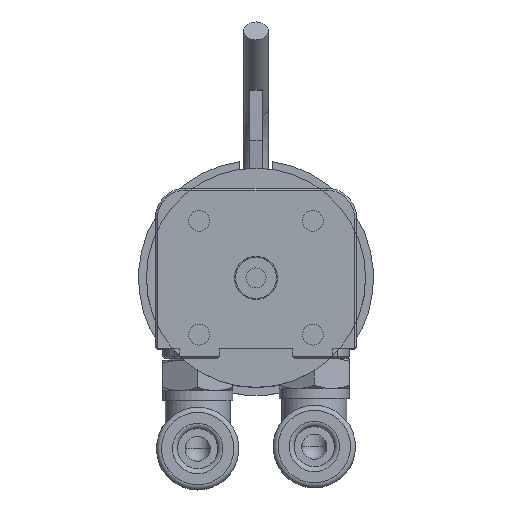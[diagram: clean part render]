
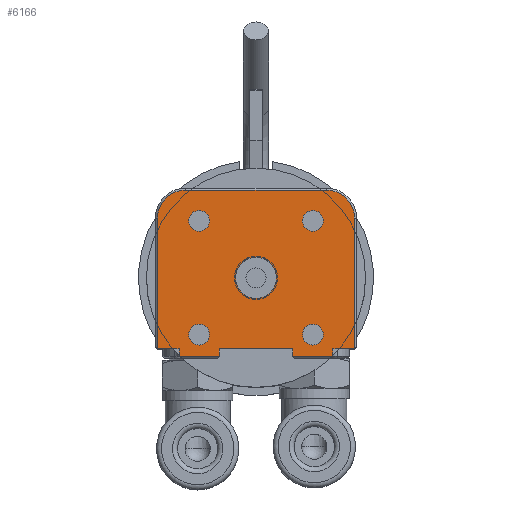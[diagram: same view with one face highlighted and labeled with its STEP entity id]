
A CAD part, top view. The second image highlights one B-rep face of the part: STEP entity #6166.
In plain terms, the highlighted planar face has unit normal (0, 0, 1).
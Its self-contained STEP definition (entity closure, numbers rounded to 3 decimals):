
#102=FACE_BOUND('',#2294,.T.);
#103=FACE_BOUND('',#2295,.T.);
#104=FACE_BOUND('',#2296,.T.);
#105=FACE_BOUND('',#2297,.T.);
#106=FACE_BOUND('',#2298,.T.);
#654=PLANE('',#7111);
#915=LINE('',#12947,#1244);
#918=LINE('',#12959,#1247);
#921=LINE('',#12971,#1250);
#940=LINE('',#13015,#1269);
#947=LINE('',#13034,#1276);
#948=LINE('',#13037,#1277);
#955=LINE('',#13056,#1284);
#956=LINE('',#13059,#1285);
#959=LINE('',#13068,#1288);
#962=LINE('',#13076,#1291);
#966=LINE('',#13088,#1295);
#970=LINE('',#13095,#1299);
#1244=VECTOR('',#8776,1000.);
#1247=VECTOR('',#8785,1000.);
#1250=VECTOR('',#8794,1000.);
#1269=VECTOR('',#8843,1000.);
#1276=VECTOR('',#8864,1000.);
#1277=VECTOR('',#8867,1000.);
#1284=VECTOR('',#8888,1000.);
#1285=VECTOR('',#8891,1000.);
#1288=VECTOR('',#8902,1000.);
#1291=VECTOR('',#8913,1000.);
#1295=VECTOR('',#8925,1000.);
#1299=VECTOR('',#8931,1000.);
#1843=FACE_OUTER_BOUND('',#2293,.T.);
#2293=EDGE_LOOP('',(#5747,#5748,#5749,#5750,#5751,#5752,#5753,#5754,#5755,
#5756,#5757,#5758,#5759,#5760));
#2294=EDGE_LOOP('',(#5761));
#2295=EDGE_LOOP('',(#5762));
#2296=EDGE_LOOP('',(#5763));
#2297=EDGE_LOOP('',(#5764));
#2298=EDGE_LOOP('',(#5765));
#2593=CIRCLE('',#6991,1.038);
#2595=CIRCLE('',#6994,1.038);
#2597=CIRCLE('',#6997,1.038);
#2599=CIRCLE('',#7000,1.038);
#2631=CIRCLE('',#7075,2.8);
#2633=CIRCLE('',#7079,2.8);
#2636=CIRCLE('',#7084,2.05);
#3080=VERTEX_POINT('',#12803);
#3082=VERTEX_POINT('',#12809);
#3084=VERTEX_POINT('',#12815);
#3086=VERTEX_POINT('',#12821);
#3129=VERTEX_POINT('',#12944);
#3130=VERTEX_POINT('',#12946);
#3135=VERTEX_POINT('',#12956);
#3136=VERTEX_POINT('',#12958);
#3141=VERTEX_POINT('',#12968);
#3142=VERTEX_POINT('',#12970);
#3152=VERTEX_POINT('',#13014);
#3157=VERTEX_POINT('',#13032);
#3158=VERTEX_POINT('',#13036);
#3163=VERTEX_POINT('',#13054);
#3164=VERTEX_POINT('',#13058);
#3165=VERTEX_POINT('',#13062);
#3166=VERTEX_POINT('',#13067);
#3167=VERTEX_POINT('',#13071);
#3169=VERTEX_POINT('',#13080);
#3878=EDGE_CURVE('',#3080,#3080,#2593,.F.);
#3881=EDGE_CURVE('',#3082,#3082,#2595,.F.);
#3884=EDGE_CURVE('',#3084,#3084,#2597,.F.);
#3887=EDGE_CURVE('',#3086,#3086,#2599,.F.);
#3948=EDGE_CURVE('',#3129,#3130,#915,.T.);
#3954=EDGE_CURVE('',#3135,#3136,#918,.T.);
#3960=EDGE_CURVE('',#3141,#3142,#921,.T.);
#3982=EDGE_CURVE('',#3152,#3130,#940,.T.);
#3992=EDGE_CURVE('',#3157,#3135,#947,.T.);
#3993=EDGE_CURVE('',#3158,#3136,#948,.T.);
#4003=EDGE_CURVE('',#3163,#3141,#955,.T.);
#4004=EDGE_CURVE('',#3142,#3164,#956,.T.);
#4006=EDGE_CURVE('',#3164,#3165,#2631,.T.);
#4009=EDGE_CURVE('',#3165,#3166,#959,.T.);
#4011=EDGE_CURVE('',#3166,#3167,#2633,.T.);
#4014=EDGE_CURVE('',#3167,#3129,#962,.T.);
#4017=EDGE_CURVE('',#3169,#3169,#2636,.T.);
#4020=EDGE_CURVE('',#3163,#3158,#966,.T.);
#4024=EDGE_CURVE('',#3157,#3152,#970,.T.);
#5747=ORIENTED_EDGE('',*,*,#4003,.F.);
#5748=ORIENTED_EDGE('',*,*,#4020,.T.);
#5749=ORIENTED_EDGE('',*,*,#3993,.T.);
#5750=ORIENTED_EDGE('',*,*,#3954,.F.);
#5751=ORIENTED_EDGE('',*,*,#3992,.F.);
#5752=ORIENTED_EDGE('',*,*,#4024,.T.);
#5753=ORIENTED_EDGE('',*,*,#3982,.T.);
#5754=ORIENTED_EDGE('',*,*,#3948,.F.);
#5755=ORIENTED_EDGE('',*,*,#4014,.F.);
#5756=ORIENTED_EDGE('',*,*,#4011,.F.);
#5757=ORIENTED_EDGE('',*,*,#4009,.F.);
#5758=ORIENTED_EDGE('',*,*,#4006,.F.);
#5759=ORIENTED_EDGE('',*,*,#4004,.F.);
#5760=ORIENTED_EDGE('',*,*,#3960,.F.);
#5761=ORIENTED_EDGE('',*,*,#3878,.F.);
#5762=ORIENTED_EDGE('',*,*,#3881,.F.);
#5763=ORIENTED_EDGE('',*,*,#3884,.F.);
#5764=ORIENTED_EDGE('',*,*,#3887,.F.);
#5765=ORIENTED_EDGE('',*,*,#4017,.F.);
#6166=ADVANCED_FACE('',(#1843,#102,#103,#104,#105,#106),#654,.T.);
#6991=AXIS2_PLACEMENT_3D('',#12804,#8637,#8638);
#6994=AXIS2_PLACEMENT_3D('',#12810,#8644,#8645);
#6997=AXIS2_PLACEMENT_3D('',#12816,#8651,#8652);
#7000=AXIS2_PLACEMENT_3D('',#12822,#8658,#8659);
#7075=AXIS2_PLACEMENT_3D('',#13063,#8895,#8896);
#7079=AXIS2_PLACEMENT_3D('',#13072,#8906,#8907);
#7084=AXIS2_PLACEMENT_3D('',#13082,#8919,#8920);
#7111=AXIS2_PLACEMENT_3D('',#13141,#8993,#8994);
#8637=DIRECTION('center_axis',(0.,0.,-1.));
#8638=DIRECTION('ref_axis',(-1.,0.,0.));
#8644=DIRECTION('center_axis',(0.,0.,-1.));
#8645=DIRECTION('ref_axis',(-1.,0.,0.));
#8651=DIRECTION('center_axis',(0.,0.,-1.));
#8652=DIRECTION('ref_axis',(-1.,0.,0.));
#8658=DIRECTION('center_axis',(0.,0.,-1.));
#8659=DIRECTION('ref_axis',(-1.,0.,0.));
#8776=DIRECTION('',(-1.,0.,0.));
#8785=DIRECTION('',(-1.,0.,0.));
#8794=DIRECTION('',(-1.,0.,0.));
#8843=DIRECTION('',(0.,1.,0.));
#8864=DIRECTION('',(0.,1.,0.));
#8867=DIRECTION('',(0.,1.,0.));
#8888=DIRECTION('',(0.,1.,0.));
#8891=DIRECTION('',(0.,1.,0.));
#8895=DIRECTION('center_axis',(0.,0.,-1.));
#8896=DIRECTION('ref_axis',(0.,1.,0.));
#8902=DIRECTION('',(1.,0.,0.));
#8906=DIRECTION('center_axis',(0.,0.,-1.));
#8907=DIRECTION('ref_axis',(1.,0.,0.));
#8913=DIRECTION('',(0.,-1.,0.));
#8919=DIRECTION('center_axis',(0.,0.,1.));
#8920=DIRECTION('ref_axis',(-1.,0.,0.));
#8925=DIRECTION('',(1.,0.,0.));
#8931=DIRECTION('',(1.,0.,0.));
#8993=DIRECTION('center_axis',(0.,0.,1.));
#8994=DIRECTION('ref_axis',(-1.,0.,0.));
#12803=CARTESIAN_POINT('',(-4.619,-5.657,57.));
#12804=CARTESIAN_POINT('Origin',(-5.657,-5.657,57.));
#12809=CARTESIAN_POINT('',(-4.619,5.657,57.));
#12810=CARTESIAN_POINT('Origin',(-5.657,5.657,57.));
#12815=CARTESIAN_POINT('',(6.695,5.657,57.));
#12816=CARTESIAN_POINT('Origin',(5.657,5.657,57.));
#12821=CARTESIAN_POINT('',(6.695,-5.657,57.));
#12822=CARTESIAN_POINT('Origin',(5.657,-5.657,57.));
#12944=CARTESIAN_POINT('',(9.8,-7.075,57.));
#12946=CARTESIAN_POINT('',(7.655,-7.075,57.));
#12947=CARTESIAN_POINT('',(0.,-7.075,57.));
#12956=CARTESIAN_POINT('',(3.655,-7.075,57.));
#12958=CARTESIAN_POINT('',(-3.655,-7.075,57.));
#12959=CARTESIAN_POINT('',(0.,-7.075,57.));
#12968=CARTESIAN_POINT('',(-7.655,-7.075,57.));
#12970=CARTESIAN_POINT('',(-9.8,-7.075,57.));
#12971=CARTESIAN_POINT('',(0.,-7.075,57.));
#13014=CARTESIAN_POINT('',(7.655,-7.805,57.));
#13015=CARTESIAN_POINT('',(7.655,-8.005,57.));
#13032=CARTESIAN_POINT('',(3.655,-7.805,57.));
#13034=CARTESIAN_POINT('',(3.655,-8.005,57.));
#13036=CARTESIAN_POINT('',(-3.655,-7.805,57.));
#13037=CARTESIAN_POINT('',(-3.655,-8.005,57.));
#13054=CARTESIAN_POINT('',(-7.655,-7.805,57.));
#13056=CARTESIAN_POINT('',(-7.655,-8.005,57.));
#13058=CARTESIAN_POINT('',(-9.8,5.925,57.));
#13059=CARTESIAN_POINT('',(-9.8,-2.954,57.));
#13062=CARTESIAN_POINT('',(-7.,8.725,57.));
#13063=CARTESIAN_POINT('Origin',(-7.,5.925,57.));
#13067=CARTESIAN_POINT('',(7.,8.725,57.));
#13068=CARTESIAN_POINT('',(-3.5,8.725,57.));
#13071=CARTESIAN_POINT('',(9.8,5.925,57.));
#13072=CARTESIAN_POINT('Origin',(7.,5.925,57.));
#13076=CARTESIAN_POINT('',(9.8,2.425,57.));
#13080=CARTESIAN_POINT('',(2.05,0.,57.));
#13082=CARTESIAN_POINT('Origin',(0.,0.,57.));
#13088=CARTESIAN_POINT('',(-3.655,-7.805,57.));
#13095=CARTESIAN_POINT('',(7.655,-7.805,57.));
#13141=CARTESIAN_POINT('Origin',(0.,-1.075,57.));
